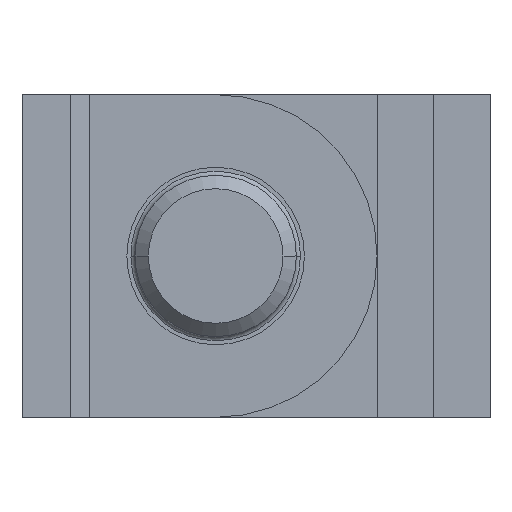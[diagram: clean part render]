
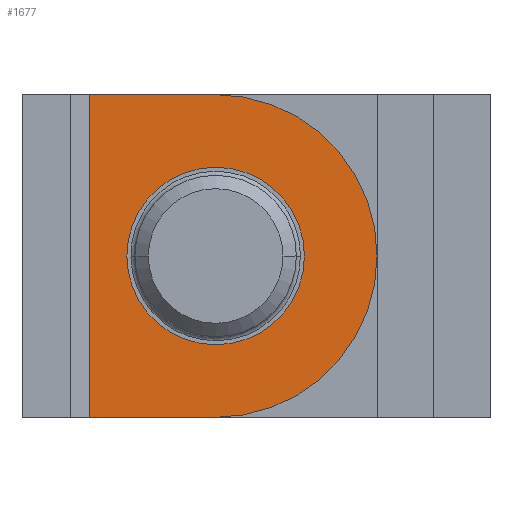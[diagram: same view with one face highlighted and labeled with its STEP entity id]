
A CAD part, front view. The second image highlights one B-rep face of the part: STEP entity #1677.
In plain terms, the highlighted planar face has unit normal (0, -1, 0).
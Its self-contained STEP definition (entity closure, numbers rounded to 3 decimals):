
#14 = DIRECTION ( 'NONE',  ( 0., -1., 0. ) ) ;
#111 = VERTEX_POINT ( 'NONE', #2507 ) ;
#152 = LINE ( 'NONE', #1975, #2255 ) ;
#159 = DIRECTION ( 'NONE',  ( 1., 0., 0. ) ) ;
#160 = VECTOR ( 'NONE', #159, 1000. ) ;
#227 = CIRCLE ( 'NONE', #1135, 10. ) ;
#252 = VERTEX_POINT ( 'NONE', #1208 ) ;
#274 = ORIENTED_EDGE ( 'NONE', *, *, #431, .T. ) ;
#277 = EDGE_CURVE ( 'NONE', #544, #342, #227, .T. ) ;
#342 = VERTEX_POINT ( 'NONE', #2565 ) ;
#352 = CARTESIAN_POINT ( 'NONE',  ( 12., 1., 0. ) ) ;
#361 = EDGE_CURVE ( 'NONE', #1988, #979, #1816, .T. ) ;
#431 = EDGE_CURVE ( 'NONE', #1164, #252, #1502, .T. ) ;
#442 = CARTESIAN_POINT ( 'NONE',  ( 12., 1., 0. ) ) ;
#523 = AXIS2_PLACEMENT_3D ( 'NONE', #442, #1894, #660 ) ;
#544 = VERTEX_POINT ( 'NONE', #1920 ) ;
#558 = DIRECTION ( 'NONE',  ( 1., 0., 0. ) ) ;
#632 = ORIENTED_EDGE ( 'NONE', *, *, #1320, .T. ) ;
#660 = DIRECTION ( 'NONE',  ( -1., 0., 0. ) ) ;
#699 = CARTESIAN_POINT ( 'NONE',  ( 22., 1., 10. ) ) ;
#714 = LINE ( 'NONE', #1220, #1232 ) ;
#770 = ORIENTED_EDGE ( 'NONE', *, *, #2064, .T. ) ;
#790 = CARTESIAN_POINT ( 'NONE',  ( 22., 1., 10. ) ) ;
#878 = CIRCLE ( 'NONE', #523, 5.5 ) ;
#923 = DIRECTION ( 'NONE',  ( -1., 0., 0. ) ) ;
#972 = CARTESIAN_POINT ( 'NONE',  ( 4.192, 1., 10. ) ) ;
#979 = VERTEX_POINT ( 'NONE', #1591 ) ;
#1033 = DIRECTION ( 'NONE',  ( 0., 1., 0. ) ) ;
#1073 = ORIENTED_EDGE ( 'NONE', *, *, #277, .T. ) ;
#1135 = AXIS2_PLACEMENT_3D ( 'NONE', #352, #1806, #558 ) ;
#1148 = ORIENTED_EDGE ( 'NONE', *, *, #2023, .T. ) ;
#1164 = VERTEX_POINT ( 'NONE', #2211 ) ;
#1189 = EDGE_LOOP ( 'NONE', ( #1148, #1073, #1204, #1369, #770 ) ) ;
#1204 = ORIENTED_EDGE ( 'NONE', *, *, #1248, .T. ) ;
#1208 = CARTESIAN_POINT ( 'NONE',  ( 12., 1., -5.5 ) ) ;
#1220 = CARTESIAN_POINT ( 'NONE',  ( 4.192, 1., 10. ) ) ;
#1229 = CIRCLE ( 'NONE', #2345, 10. ) ;
#1232 = VECTOR ( 'NONE', #1420, 1000. ) ;
#1248 = EDGE_CURVE ( 'NONE', #342, #979, #1229, .T. ) ;
#1304 = CARTESIAN_POINT ( 'NONE',  ( 12., 1., 0. ) ) ;
#1320 = EDGE_CURVE ( 'NONE', #252, #1164, #878, .T. ) ;
#1369 = ORIENTED_EDGE ( 'NONE', *, *, #361, .F. ) ;
#1420 = DIRECTION ( 'NONE',  ( 0., 0., -1. ) ) ;
#1482 = DIRECTION ( 'NONE',  ( 1., 0., 0. ) ) ;
#1502 = CIRCLE ( 'NONE', #2311, 5.5 ) ;
#1522 = FACE_BOUND ( 'NONE', #1712, .T. ) ;
#1591 = CARTESIAN_POINT ( 'NONE',  ( 12., 1., 10. ) ) ;
#1677 = ADVANCED_FACE ( 'NONE', ( #1522, #1983 ), #2289, .F. ) ;
#1712 = EDGE_LOOP ( 'NONE', ( #274, #632 ) ) ;
#1769 = AXIS2_PLACEMENT_3D ( 'NONE', #699, #2116, #923 ) ;
#1806 = DIRECTION ( 'NONE',  ( 0., -1., 0. ) ) ;
#1816 = LINE ( 'NONE', #790, #160 ) ;
#1894 = DIRECTION ( 'NONE',  ( 0., 1., 0. ) ) ;
#1920 = CARTESIAN_POINT ( 'NONE',  ( 12., 1., -10. ) ) ;
#1975 = CARTESIAN_POINT ( 'NONE',  ( 22., 1., -10. ) ) ;
#1983 = FACE_OUTER_BOUND ( 'NONE', #1189, .T. ) ;
#1988 = VERTEX_POINT ( 'NONE', #972 ) ;
#2023 = EDGE_CURVE ( 'NONE', #111, #544, #152, .T. ) ;
#2064 = EDGE_CURVE ( 'NONE', #1988, #111, #714, .T. ) ;
#2116 = DIRECTION ( 'NONE',  ( 0., 1., 0. ) ) ;
#2211 = CARTESIAN_POINT ( 'NONE',  ( 12., 1., 5.5 ) ) ;
#2218 = CARTESIAN_POINT ( 'NONE',  ( 12., 1., 0. ) ) ;
#2255 = VECTOR ( 'NONE', #2542, 1000. ) ;
#2289 = PLANE ( 'NONE',  #1769 ) ;
#2311 = AXIS2_PLACEMENT_3D ( 'NONE', #2218, #1033, #2413 ) ;
#2345 = AXIS2_PLACEMENT_3D ( 'NONE', #1304, #14, #1482 ) ;
#2413 = DIRECTION ( 'NONE',  ( -1., 0., 0. ) ) ;
#2507 = CARTESIAN_POINT ( 'NONE',  ( 4.192, 1., -10. ) ) ;
#2542 = DIRECTION ( 'NONE',  ( 1., 0., 0. ) ) ;
#2565 = CARTESIAN_POINT ( 'NONE',  ( 22., 1., 0. ) ) ;
